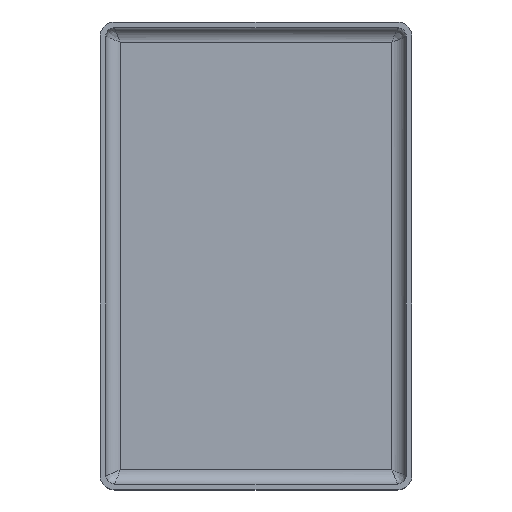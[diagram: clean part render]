
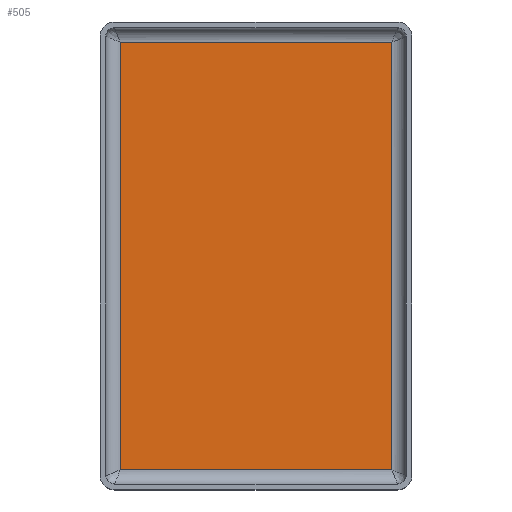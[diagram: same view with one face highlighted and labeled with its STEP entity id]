
A CAD part, top view. The second image highlights one B-rep face of the part: STEP entity #505.
In plain terms, the highlighted planar face has unit normal (0, 0, 1).
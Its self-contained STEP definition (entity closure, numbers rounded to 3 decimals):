
#23=PLANE('',#575);
#36=LINE('',#835,#76);
#38=LINE('',#842,#78);
#46=LINE('',#980,#86);
#49=LINE('',#985,#89);
#76=VECTOR('',#632,10.);
#78=VECTOR('',#640,10.);
#86=VECTOR('',#678,10.);
#89=VECTOR('',#685,10.);
#142=FACE_OUTER_BOUND('',#177,.T.);
#177=EDGE_LOOP('',(#398,#399,#400,#401));
#232=VERTEX_POINT('',#818);
#237=VERTEX_POINT('',#834);
#239=VERTEX_POINT('',#840);
#246=VERTEX_POINT('',#929);
#279=EDGE_CURVE('',#232,#237,#36,.T.);
#283=EDGE_CURVE('',#239,#232,#38,.T.);
#301=EDGE_CURVE('',#246,#239,#46,.T.);
#304=EDGE_CURVE('',#237,#246,#49,.T.);
#398=ORIENTED_EDGE('',*,*,#304,.F.);
#399=ORIENTED_EDGE('',*,*,#279,.F.);
#400=ORIENTED_EDGE('',*,*,#283,.F.);
#401=ORIENTED_EDGE('',*,*,#301,.F.);
#505=ADVANCED_FACE('',(#142),#23,.T.);
#575=AXIS2_PLACEMENT_3D('',#986,#686,#687);
#632=DIRECTION('',(0.,1.,0.));
#640=DIRECTION('',(-1.,0.,0.));
#678=DIRECTION('',(0.,-1.,0.));
#685=DIRECTION('',(1.,0.,0.));
#686=DIRECTION('center_axis',(0.,0.,
1.));
#687=DIRECTION('ref_axis',(1.,0.,0.));
#818=CARTESIAN_POINT('',(1938.538,1490.588,-1208.59));
#834=CARTESIAN_POINT('',(1938.538,1638.588,-1208.59));
#835=CARTESIAN_POINT('',(1938.538,1526.338,-1208.59));
#840=CARTESIAN_POINT('',(2032.538,1490.588,-1208.59));
#842=CARTESIAN_POINT('',(2010.038,1490.588,-1208.59));
#929=CARTESIAN_POINT('',(2032.538,1638.588,-1208.59));
#980=CARTESIAN_POINT('',(2032.538,1601.838,-1208.59));
#985=CARTESIAN_POINT('',(1961.038,1638.588,-1208.59));
#986=CARTESIAN_POINT('Origin',(1985.538,1564.088,-1208.59));
